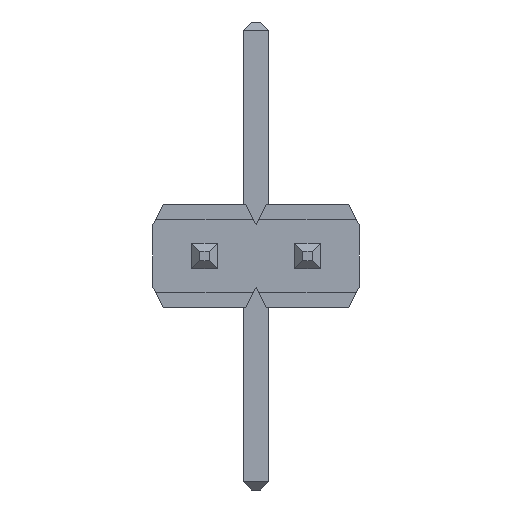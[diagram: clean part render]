
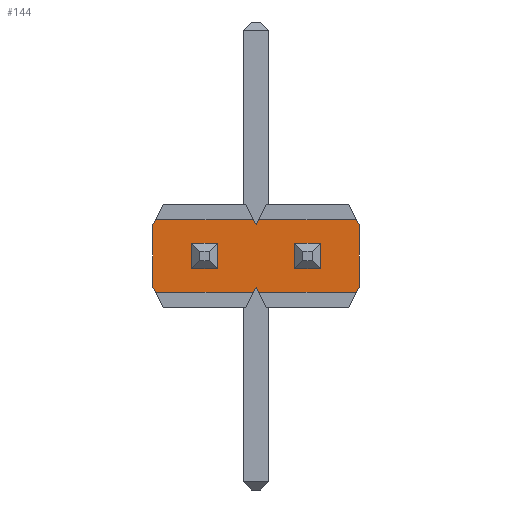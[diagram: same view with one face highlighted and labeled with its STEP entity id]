
A CAD part, front view. The second image highlights one B-rep face of the part: STEP entity #144.
In plain terms, the highlighted planar face has unit normal (0, -1, 0).
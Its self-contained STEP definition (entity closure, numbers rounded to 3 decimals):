
#144 = ADVANCED_FACE( '', ( #295, #296, #297 ), #298, .T. );
#295 = FACE_OUTER_BOUND( '', #453, .T. );
#296 = FACE_BOUND( '', #454, .T. );
#297 = FACE_BOUND( '', #455, .T. );
#298 = PLANE( '', #456 );
#453 = EDGE_LOOP( '', ( #791, #792, #793, #794, #795, #796, #797, #798, #799, #800, #801, #802, #803, #804 ) );
#454 = EDGE_LOOP( '', ( #805, #806, #807, #808 ) );
#455 = EDGE_LOOP( '', ( #809, #810, #811, #812 ) );
#456 = AXIS2_PLACEMENT_3D( '', #813, #814, #815 );
#791 = ORIENTED_EDGE( '', *, *, #970, .F. );
#792 = ORIENTED_EDGE( '', *, *, #1065, .F. );
#793 = ORIENTED_EDGE( '', *, *, #1047, .F. );
#794 = ORIENTED_EDGE( '', *, *, #1024, .F. );
#795 = ORIENTED_EDGE( '', *, *, #1066, .T. );
#796 = ORIENTED_EDGE( '', *, *, #980, .F. );
#797 = ORIENTED_EDGE( '', *, *, #1059, .F. );
#798 = ORIENTED_EDGE( '', *, *, #1067, .T. );
#799 = ORIENTED_EDGE( '', *, *, #1068, .F. );
#800 = ORIENTED_EDGE( '', *, *, #1030, .F. );
#801 = ORIENTED_EDGE( '', *, *, #943, .F. );
#802 = ORIENTED_EDGE( '', *, *, #937, .F. );
#803 = ORIENTED_EDGE( '', *, *, #1061, .F. );
#804 = ORIENTED_EDGE( '', *, *, #1069, .F. );
#805 = ORIENTED_EDGE( '', *, *, #1070, .F. );
#806 = ORIENTED_EDGE( '', *, *, #1011, .F. );
#807 = ORIENTED_EDGE( '', *, *, #975, .F. );
#808 = ORIENTED_EDGE( '', *, *, #948, .F. );
#809 = ORIENTED_EDGE( '', *, *, #1001, .T. );
#810 = ORIENTED_EDGE( '', *, *, #1009, .T. );
#811 = ORIENTED_EDGE( '', *, *, #955, .T. );
#812 = ORIENTED_EDGE( '', *, *, #959, .T. );
#813 = CARTESIAN_POINT( '', ( -3.682, -0.77, 0.9 ) );
#814 = DIRECTION( '', ( 0., -1., 0. ) );
#815 = DIRECTION( '', ( 0., 0., -1. ) );
#937 = EDGE_CURVE( '', #1109, #1110, #1111, .T. );
#943 = EDGE_CURVE( '', #1110, #1119, #1120, .T. );
#948 = EDGE_CURVE( '', #1125, #1128, #1129, .T. );
#955 = EDGE_CURVE( '', #1134, #1139, #1141, .T. );
#959 = EDGE_CURVE( '', #1139, #1145, #1147, .T. );
#970 = EDGE_CURVE( '', #1164, #1165, #1166, .T. );
#975 = EDGE_CURVE( '', #1128, #1173, #1174, .T. );
#980 = EDGE_CURVE( '', #1179, #1182, #1183, .T. );
#1001 = EDGE_CURVE( '', #1145, #1214, #1216, .T. );
#1009 = EDGE_CURVE( '', #1214, #1134, #1228, .T. );
#1011 = EDGE_CURVE( '', #1173, #1230, #1231, .T. );
#1024 = EDGE_CURVE( '', #1247, #1249, #1250, .T. );
#1030 = EDGE_CURVE( '', #1119, #1259, #1260, .T. );
#1047 = EDGE_CURVE( '', #1249, #1283, #1284, .T. );
#1059 = EDGE_CURVE( '', #1295, #1179, #1297, .T. );
#1061 = EDGE_CURVE( '', #1299, #1109, #1300, .T. );
#1065 = EDGE_CURVE( '', #1283, #1164, #1304, .T. );
#1066 = EDGE_CURVE( '', #1247, #1182, #1305, .T. );
#1067 = EDGE_CURVE( '', #1295, #1306, #1307, .T. );
#1068 = EDGE_CURVE( '', #1259, #1306, #1308, .T. );
#1069 = EDGE_CURVE( '', #1165, #1299, #1309, .T. );
#1070 = EDGE_CURVE( '', #1230, #1125, #1310, .T. );
#1109 = VERTEX_POINT( '', #1357 );
#1110 = VERTEX_POINT( '', #1358 );
#1111 = LINE( '', #1359, #1360 );
#1119 = VERTEX_POINT( '', #1372 );
#1120 = LINE( '', #1373, #1374 );
#1125 = VERTEX_POINT( '', #1381 );
#1128 = VERTEX_POINT( '', #1385 );
#1129 = LINE( '', #1386, #1387 );
#1134 = VERTEX_POINT( '', #1394 );
#1139 = VERTEX_POINT( '', #1401 );
#1141 = LINE( '', #1404, #1405 );
#1145 = VERTEX_POINT( '', #1410 );
#1147 = LINE( '', #1413, #1414 );
#1164 = VERTEX_POINT( '', #1438 );
#1165 = VERTEX_POINT( '', #1439 );
#1166 = LINE( '', #1440, #1441 );
#1173 = VERTEX_POINT( '', #1451 );
#1174 = LINE( '', #1452, #1453 );
#1179 = VERTEX_POINT( '', #1460 );
#1182 = VERTEX_POINT( '', #1464 );
#1183 = LINE( '', #1465, #1466 );
#1214 = VERTEX_POINT( '', #1512 );
#1216 = LINE( '', #1515, #1516 );
#1228 = LINE( '', #1533, #1534 );
#1230 = VERTEX_POINT( '', #1536 );
#1231 = LINE( '', #1537, #1538 );
#1247 = VERTEX_POINT( '', #1561 );
#1249 = VERTEX_POINT( '', #1564 );
#1250 = LINE( '', #1565, #1566 );
#1259 = VERTEX_POINT( '', #1579 );
#1260 = LINE( '', #1580, #1581 );
#1283 = VERTEX_POINT( '', #1617 );
#1284 = LINE( '', #1618, #1619 );
#1295 = VERTEX_POINT( '', #1636 );
#1297 = LINE( '', #1639, #1640 );
#1299 = VERTEX_POINT( '', #1642 );
#1300 = LINE( '', #1643, #1644 );
#1304 = LINE( '', #1650, #1651 );
#1305 = LINE( '', #1652, #1653 );
#1306 = VERTEX_POINT( '', #1654 );
#1307 = LINE( '', #1655, #1656 );
#1308 = LINE( '', #1657, #1658 );
#1309 = LINE( '', #1659, #1660 );
#1310 = LINE( '', #1661, #1662 );
#1357 = CARTESIAN_POINT( '', ( 0.065, -0.77, 0.9 ) );
#1358 = CARTESIAN_POINT( '', ( 2.475, -0.77, 0.9 ) );
#1359 = CARTESIAN_POINT( '', ( -3.682, -0.77, 0.9 ) );
#1360 = VECTOR( '', #1696, 1000. );
#1372 = CARTESIAN_POINT( '', ( 2.54, -0.77, 0.77 ) );
#1373 = CARTESIAN_POINT( '', ( 2.29, -0.77, 1.27 ) );
#1374 = VECTOR( '', #1701, 1000. );
#1381 = CARTESIAN_POINT( '', ( -0.95, -0.77, -0.32 ) );
#1385 = CARTESIAN_POINT( '', ( -0.95, -0.77, 0.32 ) );
#1386 = CARTESIAN_POINT( '', ( -0.95, -0.77, -0.32 ) );
#1387 = VECTOR( '', #1705, 1000. );
#1394 = CARTESIAN_POINT( '', ( 1.59, -0.77, -0.32 ) );
#1401 = CARTESIAN_POINT( '', ( 0.95, -0.77, -0.32 ) );
#1404 = CARTESIAN_POINT( '', ( -3.682, -0.77, -0.32 ) );
#1405 = VECTOR( '', #1711, 1000. );
#1410 = CARTESIAN_POINT( '', ( 0.95, -0.77, 0.32 ) );
#1413 = CARTESIAN_POINT( '', ( 0.95, -0.77, 0.9 ) );
#1414 = VECTOR( '', #1714, 1000. );
#1438 = CARTESIAN_POINT( '', ( -2.475, -0.77, 0.9 ) );
#1439 = CARTESIAN_POINT( '', ( -0.065, -0.77, 0.9 ) );
#1440 = CARTESIAN_POINT( '', ( -3.682, -0.77, 0.9 ) );
#1441 = VECTOR( '', #1722, 1000. );
#1451 = CARTESIAN_POINT( '', ( -1.59, -0.77, 0.32 ) );
#1452 = CARTESIAN_POINT( '', ( -0.95, -0.77, 0.32 ) );
#1453 = VECTOR( '', #1726, 1000. );
#1460 = CARTESIAN_POINT( '', ( 0., -0.77, -0.77 ) );
#1464 = CARTESIAN_POINT( '', ( -0.065, -0.77, -0.9 ) );
#1465 = CARTESIAN_POINT( '', ( 0., -0.77, -0.77 ) );
#1466 = VECTOR( '', #1730, 1000. );
#1512 = CARTESIAN_POINT( '', ( 1.59, -0.77, 0.32 ) );
#1515 = CARTESIAN_POINT( '', ( -3.682, -0.77, 0.32 ) );
#1516 = VECTOR( '', #1747, 1000. );
#1533 = CARTESIAN_POINT( '', ( 1.59, -0.77, 0.9 ) );
#1534 = VECTOR( '', #1753, 1000. );
#1536 = CARTESIAN_POINT( '', ( -1.59, -0.77, -0.32 ) );
#1537 = CARTESIAN_POINT( '', ( -1.59, -0.77, 0.32 ) );
#1538 = VECTOR( '', #1754, 1000. );
#1561 = CARTESIAN_POINT( '', ( -2.475, -0.77, -0.9 ) );
#1564 = CARTESIAN_POINT( '', ( -2.54, -0.77, -0.77 ) );
#1565 = CARTESIAN_POINT( '', ( -2.29, -0.77, -1.27 ) );
#1566 = VECTOR( '', #1763, 1000. );
#1579 = CARTESIAN_POINT( '', ( 2.54, -0.77, -0.77 ) );
#1580 = CARTESIAN_POINT( '', ( 2.54, -0.77, 0.9 ) );
#1581 = VECTOR( '', #1768, 1000. );
#1617 = CARTESIAN_POINT( '', ( -2.54, -0.77, 0.77 ) );
#1618 = CARTESIAN_POINT( '', ( -2.54, -0.77, 0. ) );
#1619 = VECTOR( '', #1782, 1000. );
#1636 = CARTESIAN_POINT( '', ( 0.065, -0.77, -0.9 ) );
#1639 = CARTESIAN_POINT( '', ( 0.25, -0.77, -1.27 ) );
#1640 = VECTOR( '', #1790, 1000. );
#1642 = CARTESIAN_POINT( '', ( 0., -0.77, 0.77 ) );
#1643 = CARTESIAN_POINT( '', ( 0., -0.77, 0.77 ) );
#1644 = VECTOR( '', #1791, 1000. );
#1650 = CARTESIAN_POINT( '', ( -2.54, -0.77, 0.77 ) );
#1651 = VECTOR( '', #1794, 1000. );
#1652 = CARTESIAN_POINT( '', ( -3.682, -0.77, -0.9 ) );
#1653 = VECTOR( '', #1795, 1000. );
#1654 = CARTESIAN_POINT( '', ( 2.475, -0.77, -0.9 ) );
#1655 = CARTESIAN_POINT( '', ( -3.682, -0.77, -0.9 ) );
#1656 = VECTOR( '', #1796, 1000. );
#1657 = CARTESIAN_POINT( '', ( 2.54, -0.77, -0.77 ) );
#1658 = VECTOR( '', #1797, 1000. );
#1659 = CARTESIAN_POINT( '', ( -0.25, -0.77, 1.27 ) );
#1660 = VECTOR( '', #1798, 1000. );
#1661 = CARTESIAN_POINT( '', ( -1.59, -0.77, -0.32 ) );
#1662 = VECTOR( '', #1799, 1000. );
#1696 = DIRECTION( '', ( 1., 0., 0. ) );
#1701 = DIRECTION( '', ( 0.447, 0., -0.894 ) );
#1705 = DIRECTION( '', ( 0., 0., 1. ) );
#1711 = DIRECTION( '', ( -1., 0., 0. ) );
#1714 = DIRECTION( '', ( 0., 0., 1. ) );
#1722 = DIRECTION( '', ( 1., 0., 0. ) );
#1726 = DIRECTION( '', ( -1., 0., 0. ) );
#1730 = DIRECTION( '', ( -0.447, 0., -0.894 ) );
#1747 = DIRECTION( '', ( 1., 0., 0. ) );
#1753 = DIRECTION( '', ( 0., 0., -1. ) );
#1754 = DIRECTION( '', ( 0., 0., -1. ) );
#1763 = DIRECTION( '', ( -0.447, 0., 0.894 ) );
#1768 = DIRECTION( '', ( 0., 0., -1. ) );
#1782 = DIRECTION( '', ( 0., 0., 1. ) );
#1790 = DIRECTION( '', ( -0.447, 0., 0.894 ) );
#1791 = DIRECTION( '', ( 0.447, 0., 0.894 ) );
#1794 = DIRECTION( '', ( 0.447, 0., 0.894 ) );
#1795 = DIRECTION( '', ( 1., 0., 0. ) );
#1796 = DIRECTION( '', ( 1., 0., 0. ) );
#1797 = DIRECTION( '', ( -0.447, 0., -0.894 ) );
#1798 = DIRECTION( '', ( 0.447, 0., -0.894 ) );
#1799 = DIRECTION( '', ( 1., 0., 0. ) );
